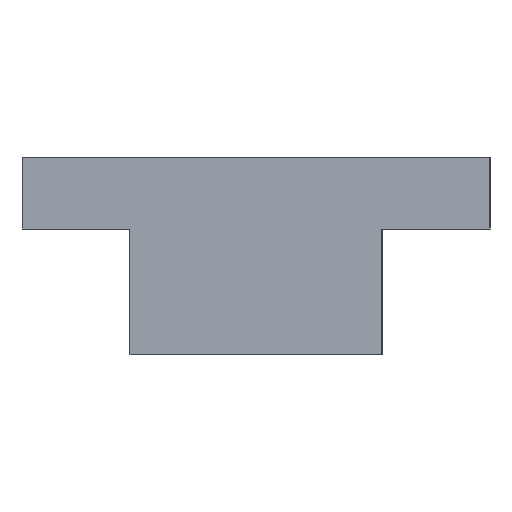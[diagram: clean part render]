
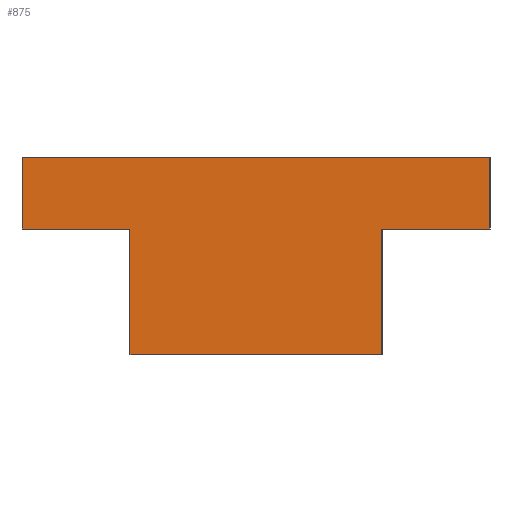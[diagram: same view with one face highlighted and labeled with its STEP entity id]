
A CAD part, left-side view. The second image highlights one B-rep face of the part: STEP entity #875.
In plain terms, the highlighted planar face has unit normal (-1, 0, 0).
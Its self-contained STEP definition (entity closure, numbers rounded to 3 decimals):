
#14=LINE('',#1439,#38);
#15=LINE('',#1441,#39);
#16=LINE('',#1443,#40);
#17=LINE('',#1445,#41);
#18=LINE('',#1447,#42);
#19=LINE('',#1449,#43);
#20=LINE('',#1451,#44);
#21=LINE('',#1452,#45);
#38=VECTOR('',#1225,7.);
#39=VECTOR('',#1226,14.);
#40=VECTOR('',#1227,7.);
#41=VECTOR('',#1228,6.);
#42=VECTOR('',#1229,4.);
#43=VECTOR('',#1230,26.);
#44=VECTOR('',#1231,4.);
#45=VECTOR('',#1232,6.);
#62=PLANE('',#995);
#216=FACE_OUTER_BOUND('',#322,.T.);
#322=EDGE_LOOP('',(#672,#673,#674,#675,#676,#677,#678,#679));
#476=VERTEX_POINT('',#1437);
#477=VERTEX_POINT('',#1438);
#478=VERTEX_POINT('',#1440);
#479=VERTEX_POINT('',#1442);
#480=VERTEX_POINT('',#1444);
#481=VERTEX_POINT('',#1446);
#482=VERTEX_POINT('',#1448);
#483=VERTEX_POINT('',#1450);
#552=EDGE_CURVE('',#476,#477,#14,.T.);
#553=EDGE_CURVE('',#478,#476,#15,.T.);
#554=EDGE_CURVE('',#479,#478,#16,.T.);
#555=EDGE_CURVE('',#480,#479,#17,.T.);
#556=EDGE_CURVE('',#481,#480,#18,.T.);
#557=EDGE_CURVE('',#482,#481,#19,.T.);
#558=EDGE_CURVE('',#483,#482,#20,.T.);
#559=EDGE_CURVE('',#477,#483,#21,.T.);
#672=ORIENTED_EDGE('',*,*,#552,.F.);
#673=ORIENTED_EDGE('',*,*,#553,.F.);
#674=ORIENTED_EDGE('',*,*,#554,.F.);
#675=ORIENTED_EDGE('',*,*,#555,.F.);
#676=ORIENTED_EDGE('',*,*,#556,.F.);
#677=ORIENTED_EDGE('',*,*,#557,.F.);
#678=ORIENTED_EDGE('',*,*,#558,.F.);
#679=ORIENTED_EDGE('',*,*,#559,.F.);
#875=ADVANCED_FACE('',(#216),#62,.F.);
#995=AXIS2_PLACEMENT_3D('',#1436,#1223,#1224);
#1223=DIRECTION('center_axis',(1.,0.,0.));
#1224=DIRECTION('ref_axis',(0.,0.,-1.));
#1225=DIRECTION('',(0.,0.,1.));
#1226=DIRECTION('',(0.,1.,0.));
#1227=DIRECTION('',(0.,0.,-1.));
#1228=DIRECTION('',(0.,1.,0.));
#1229=DIRECTION('',(0.,0.,-1.));
#1230=DIRECTION('',(0.,-1.,0.));
#1231=DIRECTION('',(0.,0.,1.));
#1232=DIRECTION('',(0.,1.,0.));
#1436=CARTESIAN_POINT('Origin',(-300.,0.,-2.365));
#1437=CARTESIAN_POINT('',(-300.,7.,-9.));
#1438=CARTESIAN_POINT('',(-300.,7.,-2.));
#1439=CARTESIAN_POINT('',(-300.,7.,-2.));
#1440=CARTESIAN_POINT('',(-300.,-7.,-9.));
#1441=CARTESIAN_POINT('',(-300.,7.,-9.));
#1442=CARTESIAN_POINT('',(-300.,-7.,-2.));
#1443=CARTESIAN_POINT('',(-300.,-7.,-9.));
#1444=CARTESIAN_POINT('',(-300.,-13.,-2.));
#1445=CARTESIAN_POINT('',(-300.,-7.,-2.));
#1446=CARTESIAN_POINT('',(-300.,-13.,2.));
#1447=CARTESIAN_POINT('',(-300.,-13.,-2.));
#1448=CARTESIAN_POINT('',(-300.,13.,2.));
#1449=CARTESIAN_POINT('',(-300.,-13.,2.));
#1450=CARTESIAN_POINT('',(-300.,13.,-2.));
#1451=CARTESIAN_POINT('',(-300.,13.,2.));
#1452=CARTESIAN_POINT('',(-300.,13.,-2.));
